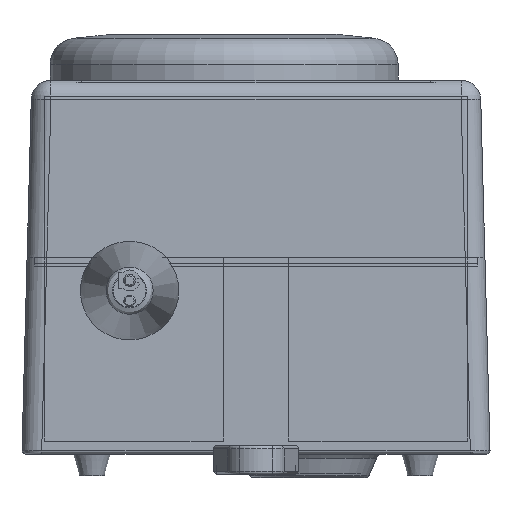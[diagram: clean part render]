
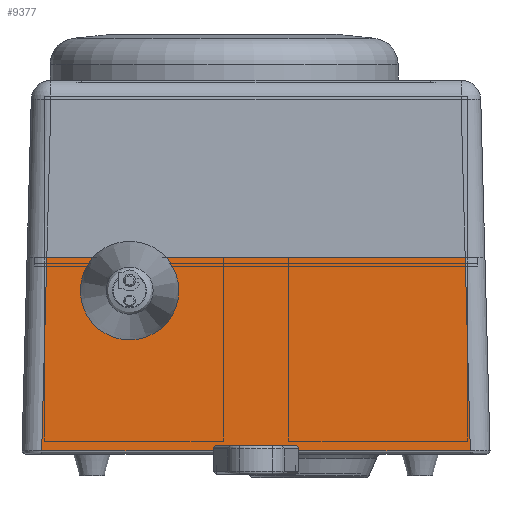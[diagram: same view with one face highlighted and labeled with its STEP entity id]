
A CAD part, left-side view. The second image highlights one B-rep face of the part: STEP entity #9377.
In plain terms, the highlighted planar face has unit normal (-1, 0, 0.026).
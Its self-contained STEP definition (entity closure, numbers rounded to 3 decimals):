
#209=PLANE('',#10158);
#613=LINE('',#13238,#1515);
#622=LINE('',#13348,#1524);
#626=LINE('',#13364,#1528);
#669=LINE('',#13461,#1571);
#687=LINE('',#13495,#1589);
#778=LINE('',#13868,#1680);
#781=LINE('',#13874,#1683);
#782=LINE('',#13876,#1684);
#856=LINE('',#14044,#1758);
#866=LINE('',#14140,#1768);
#869=LINE('',#14145,#1771);
#871=LINE('',#14151,#1773);
#1515=VECTOR('',#10689,1000.);
#1524=VECTOR('',#10750,1000.);
#1528=VECTOR('',#10762,1000.);
#1571=VECTOR('',#10831,1000.);
#1589=VECTOR('',#10853,1000.);
#1680=VECTOR('',#11270,1000.);
#1683=VECTOR('',#11275,1000.);
#1684=VECTOR('',#11278,1000.);
#1758=VECTOR('',#11460,1000.);
#1768=VECTOR('',#11518,1000.);
#1771=VECTOR('',#11525,1000.);
#1773=VECTOR('',#11535,1000.);
#2542=ELLIPSE('',#10120,0.525,0.5);
#2543=ELLIPSE('',#10124,0.525,0.5);
#3298=ORIENTED_EDGE('',*,*,#5566,.T.);
#3299=ORIENTED_EDGE('',*,*,#5279,.T.);
#3300=ORIENTED_EDGE('',*,*,#5457,.T.);
#3301=ORIENTED_EDGE('',*,*,#5456,.T.);
#3302=ORIENTED_EDGE('',*,*,#5453,.T.);
#3303=ORIENTED_EDGE('',*,*,#5261,.T.);
#3304=ORIENTED_EDGE('',*,*,#5175,.T.);
#3305=ORIENTED_EDGE('',*,*,#5568,.T.);
#3306=ORIENTED_EDGE('',*,*,#5214,.T.);
#3307=ORIENTED_EDGE('',*,*,#5535,.T.);
#3308=ORIENTED_EDGE('',*,*,#5207,.T.);
#3309=ORIENTED_EDGE('',*,*,#5537,.T.);
#3310=ORIENTED_EDGE('',*,*,#5539,.T.);
#3311=ORIENTED_EDGE('',*,*,#5563,.T.);
#5175=EDGE_CURVE('',#6477,#6479,#613,.T.);
#5207=EDGE_CURVE('',#6510,#6511,#622,.T.);
#5214=EDGE_CURVE('',#6518,#6517,#626,.T.);
#5261=EDGE_CURVE('',#6559,#6477,#669,.T.);
#5279=EDGE_CURVE('',#6573,#6574,#687,.T.);
#5453=EDGE_CURVE('',#6692,#6559,#778,.T.);
#5456=EDGE_CURVE('',#6693,#6692,#781,.T.);
#5457=EDGE_CURVE('',#6574,#6693,#782,.T.);
#5535=EDGE_CURVE('',#6517,#6510,#2542,.T.);
#5537=EDGE_CURVE('',#6511,#6733,#2543,.T.);
#5539=EDGE_CURVE('',#6733,#6734,#856,.T.);
#5563=EDGE_CURVE('',#6734,#6744,#866,.T.);
#5566=EDGE_CURVE('',#6744,#6573,#869,.T.);
#5568=EDGE_CURVE('',#6479,#6518,#871,.T.);
#6477=VERTEX_POINT('',#13233);
#6479=VERTEX_POINT('',#13237);
#6510=VERTEX_POINT('',#13349);
#6511=VERTEX_POINT('',#13350);
#6517=VERTEX_POINT('',#13363);
#6518=VERTEX_POINT('',#13365);
#6559=VERTEX_POINT('',#13462);
#6573=VERTEX_POINT('',#13496);
#6574=VERTEX_POINT('',#13497);
#6692=VERTEX_POINT('',#13869);
#6693=VERTEX_POINT('',#13873);
#6733=VERTEX_POINT('',#14039);
#6734=VERTEX_POINT('',#14045);
#6744=VERTEX_POINT('',#14134);
#7828=EDGE_LOOP('',(#3298,#3299,#3300,#3301,#3302,#3303,#3304,#3305,#3306,
#3307,#3308,#3309,#3310,#3311));
#8592=FACE_BOUND('',#7828,.T.);
#9377=ADVANCED_FACE('',(#8592),#209,.T.);
#10120=AXIS2_PLACEMENT_3D('',#14034,#11442,#11443);
#10124=AXIS2_PLACEMENT_3D('',#14038,#11450,#11451);
#10158=AXIS2_PLACEMENT_3D('',#14150,#11533,#11534);
#10689=DIRECTION('',(-0.026,0.026,-0.999));
#10750=DIRECTION('',(0.,-1.,0.));
#10762=DIRECTION('',(0.026,0.,1.));
#10831=DIRECTION('',(0.,1.,0.));
#10853=DIRECTION('',(0.,1.,0.));
#11270=DIRECTION('',(0.026,0.,1.));
#11275=DIRECTION('',(0.,1.,0.));
#11278=DIRECTION('',(-0.026,0.,-1.));
#11442=DIRECTION('',(1.,0.,-0.026));
#11443=DIRECTION('',(-0.002,-0.997,-0.081));
#11450=DIRECTION('',(1.,0.,-0.026));
#11451=DIRECTION('',(0.002,-0.997,0.081));
#11460=DIRECTION('',(-0.026,0.,-1.));
#11518=DIRECTION('',(0.,-1.,0.));
#11525=DIRECTION('',(0.026,0.026,0.999));
#11533=DIRECTION('',(-1.,0.,0.026));
#11534=DIRECTION('',(0.,1.,0.));
#11535=DIRECTION('',(0.,-1.,0.));
#13233=CARTESIAN_POINT('',(-59.864,31.865,30.));
#13237=CARTESIAN_POINT('',(-60.637,32.638,0.513));
#13238=CARTESIAN_POINT('',(-60.628,32.629,0.854));
#13348=CARTESIAN_POINT('',(-60.616,0.,1.3));
#13349=CARTESIAN_POINT('',(-60.616,5.981,1.3));
#13350=CARTESIAN_POINT('',(-60.616,-5.981,1.3));
#13363=CARTESIAN_POINT('',(-60.628,6.5,0.853));
#13364=CARTESIAN_POINT('',(-60.65,6.5,0.));
#13365=CARTESIAN_POINT('',(-60.637,6.5,0.513));
#13461=CARTESIAN_POINT('',(-59.864,0.,30.));
#13462=CARTESIAN_POINT('',(-59.864,23.15,30.));
#13495=CARTESIAN_POINT('',(-59.864,0.,30.));
#13496=CARTESIAN_POINT('',(-59.864,-31.865,30.));
#13497=CARTESIAN_POINT('',(-59.864,16.15,30.));
#13868=CARTESIAN_POINT('',(-60.65,23.15,0.));
#13869=CARTESIAN_POINT('',(-60.1,23.15,21.));
#13873=CARTESIAN_POINT('',(-60.1,16.15,21.));
#13874=CARTESIAN_POINT('',(-60.1,0.,21.));
#13876=CARTESIAN_POINT('',(-60.65,16.15,0.));
#14034=CARTESIAN_POINT('',(-60.629,5.977,0.8));
#14038=CARTESIAN_POINT('',(-60.629,-5.977,0.8));
#14039=CARTESIAN_POINT('',(-60.628,-6.5,0.853));
#14044=CARTESIAN_POINT('',(-60.65,-6.5,0.));
#14045=CARTESIAN_POINT('',(-60.637,-6.5,0.513));
#14134=CARTESIAN_POINT('',(-60.637,-32.638,0.513));
#14140=CARTESIAN_POINT('',(-60.637,0.,0.513));
#14145=CARTESIAN_POINT('',(-60.628,-32.629,0.854));
#14150=CARTESIAN_POINT('',(-60.65,0.,0.));
#14151=CARTESIAN_POINT('',(-60.637,0.,0.513));
